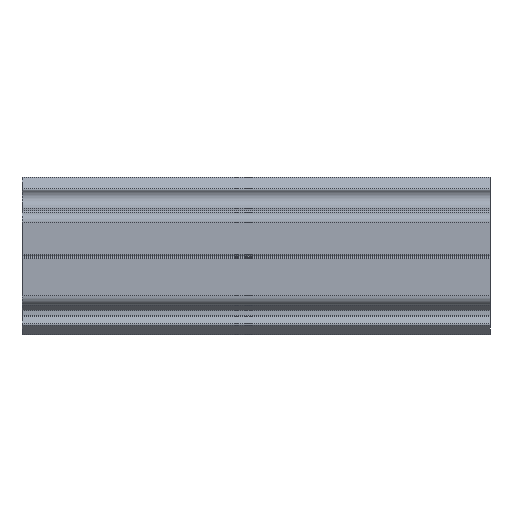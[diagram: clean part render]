
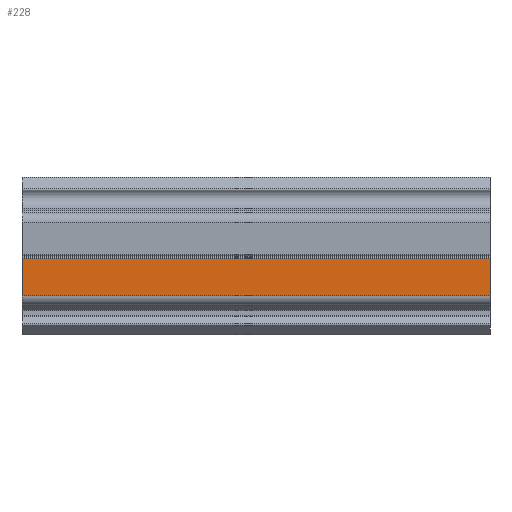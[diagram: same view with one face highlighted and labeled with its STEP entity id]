
A CAD part, left-side view. The second image highlights one B-rep face of the part: STEP entity #228.
In plain terms, the highlighted planar face has unit normal (-1, 0, -0.028).
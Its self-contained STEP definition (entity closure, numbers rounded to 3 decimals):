
#228 = ADVANCED_FACE( '', ( #503 ), #504, .T. );
#503 = FACE_OUTER_BOUND( '', #822, .T. );
#504 = PLANE( '', #823 );
#822 = EDGE_LOOP( '', ( #1385, #1386, #1387, #1388 ) );
#823 = AXIS2_PLACEMENT_3D( '', #1389, #1390, #1391 );
#1385 = ORIENTED_EDGE( '', *, *, #2240, .F. );
#1386 = ORIENTED_EDGE( '', *, *, #2078, .F. );
#1387 = ORIENTED_EDGE( '', *, *, #2241, .T. );
#1388 = ORIENTED_EDGE( '', *, *, #2138, .T. );
#1389 = CARTESIAN_POINT( '', ( -5.956, 100., -0.45 ) );
#1390 = DIRECTION( '', ( -1., 0., -0.028 ) );
#1391 = DIRECTION( '', ( -0.028, 0., 1. ) );
#2078 = EDGE_CURVE( '', #2536, #2534, #2538, .T. );
#2138 = EDGE_CURVE( '', #2642, #2639, #2643, .T. );
#2240 = EDGE_CURVE( '', #2534, #2639, #2804, .T. );
#2241 = EDGE_CURVE( '', #2536, #2642, #2805, .T. );
#2534 = VERTEX_POINT( '', #3186 );
#2536 = VERTEX_POINT( '', #3188 );
#2538 = LINE( '', #3190, #3191 );
#2639 = VERTEX_POINT( '', #3327 );
#2642 = VERTEX_POINT( '', #3330 );
#2643 = LINE( '', #3331, #3332 );
#2804 = LINE( '', #3545, #3546 );
#2805 = LINE( '', #3547, #3548 );
#3186 = CARTESIAN_POINT( '', ( -5.956, 0., -0.45 ) );
#3188 = CARTESIAN_POINT( '', ( -5.956, 100., -0.45 ) );
#3190 = CARTESIAN_POINT( '', ( -5.956, 100., -0.45 ) );
#3191 = VECTOR( '', #3930, 1000. );
#3327 = CARTESIAN_POINT( '', ( -5.729, 0., -8.547 ) );
#3330 = CARTESIAN_POINT( '', ( -5.729, 100., -8.547 ) );
#3331 = CARTESIAN_POINT( '', ( -5.729, 100., -8.547 ) );
#3332 = VECTOR( '', #3999, 1000. );
#3545 = CARTESIAN_POINT( '', ( -5.956, 0., -0.45 ) );
#3546 = VECTOR( '', #4127, 1000. );
#3547 = CARTESIAN_POINT( '', ( -5.956, 100., -0.45 ) );
#3548 = VECTOR( '', #4128, 1000. );
#3930 = DIRECTION( '', ( 0., -1., 0. ) );
#3999 = DIRECTION( '', ( 0., -1., 0. ) );
#4127 = DIRECTION( '', ( 0.028, 0., -1. ) );
#4128 = DIRECTION( '', ( 0.028, 0., -1. ) );
